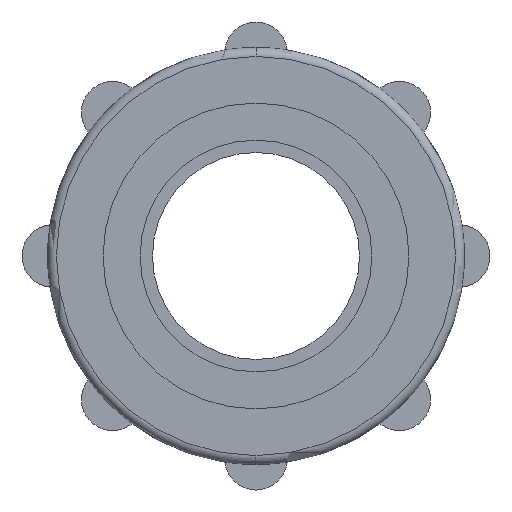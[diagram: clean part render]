
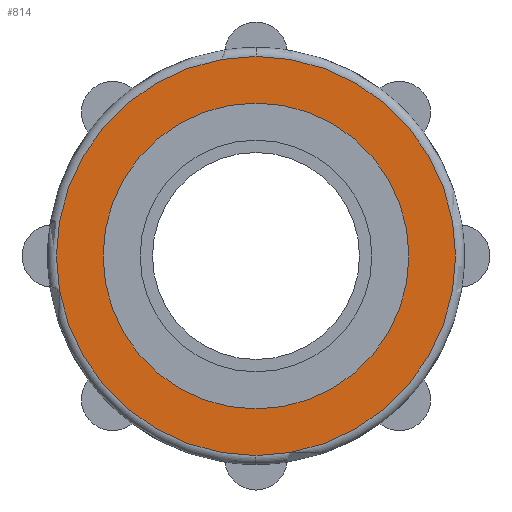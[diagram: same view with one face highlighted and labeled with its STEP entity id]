
A CAD part, left-side view. The second image highlights one B-rep face of the part: STEP entity #814.
In plain terms, the highlighted planar face has unit normal (-1, 0, 0).
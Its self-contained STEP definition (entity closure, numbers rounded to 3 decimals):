
#366 = EDGE_CURVE( '', #994, #834, #1044, .T. );
#484 = VERTEX_POINT( '', #1174 );
#696 = EDGE_CURVE( '', #938, #796, #1416, .T. );
#732 = EDGE_CURVE( '', #834, #484, #1457, .T. );
#796 = VERTEX_POINT( '', #1525 );
#814 = ADVANCED_FACE( '', ( #1544, #1545 ), #1546, .T. );
#834 = VERTEX_POINT( '', #1568 );
#938 = VERTEX_POINT( '', #1683 );
#964 = EDGE_CURVE( '', #796, #938, #1710, .T. );
#994 = VERTEX_POINT( '', #1744 );
#1006 = EDGE_CURVE( '', #484, #994, #1756, .T. );
#1044 = CIRCLE( '', #1791, 34.45 );
#1174 = CARTESIAN_POINT( '', ( -12.667, 0., 34.45 ) );
#1416 = CIRCLE( '', #2340, 26.4 );
#1457 = CIRCLE( '', #2423, 34.45 );
#1525 = CARTESIAN_POINT( '', ( -12.667, 26.4, 0. ) );
#1544 = FACE_BOUND( '', #2531, .T. );
#1545 = FACE_OUTER_BOUND( '', #2532, .T. );
#1546 = PLANE( '', #2533 );
#1568 = CARTESIAN_POINT( '', ( -12.667, 0., -34.45 ) );
#1683 = CARTESIAN_POINT( '', ( -12.667, -26.4, 0. ) );
#1710 = CIRCLE( '', #2773, 26.4 );
#1744 = CARTESIAN_POINT( '', ( -12.667, 34.45, 0. ) );
#1756 = CIRCLE( '', #2864, 34.45 );
#1791 = AXIS2_PLACEMENT_3D( '', #2916, #2917, #2918 );
#2340 = AXIS2_PLACEMENT_3D( '', #3447, #3448, #3449 );
#2423 = AXIS2_PLACEMENT_3D( '', #3507, #3508, #3509 );
#2531 = EDGE_LOOP( '', ( #3585, #3586 ) );
#2532 = EDGE_LOOP( '', ( #3587, #3588, #3589 ) );
#2533 = AXIS2_PLACEMENT_3D( '', #3590, #3591, #3592 );
#2773 = AXIS2_PLACEMENT_3D( '', #3784, #3785, #3786 );
#2864 = AXIS2_PLACEMENT_3D( '', #3842, #3843, #3844 );
#2916 = CARTESIAN_POINT( '', ( -12.667, 0., 0. ) );
#2917 = DIRECTION( '', ( -1., 0., 0. ) );
#2918 = DIRECTION( '', ( 0., 1., 0. ) );
#3447 = CARTESIAN_POINT( '', ( -12.667, 0., 0. ) );
#3448 = DIRECTION( '', ( -1., 0., 0. ) );
#3449 = DIRECTION( '', ( 0., 1., 0. ) );
#3507 = CARTESIAN_POINT( '', ( -12.667, 0., 0. ) );
#3508 = DIRECTION( '', ( -1., 0., 0. ) );
#3509 = DIRECTION( '', ( 0., 1., 0. ) );
#3585 = ORIENTED_EDGE( '', *, *, #964, .F. );
#3586 = ORIENTED_EDGE( '', *, *, #696, .F. );
#3587 = ORIENTED_EDGE( '', *, *, #366, .T. );
#3588 = ORIENTED_EDGE( '', *, *, #732, .T. );
#3589 = ORIENTED_EDGE( '', *, *, #1006, .T. );
#3590 = CARTESIAN_POINT( '', ( -12.667, 30.425, 0. ) );
#3591 = DIRECTION( '', ( -1., 0., 0. ) );
#3592 = DIRECTION( '', ( 0., 1., 0. ) );
#3784 = CARTESIAN_POINT( '', ( -12.667, 0., 0. ) );
#3785 = DIRECTION( '', ( -1., 0., 0. ) );
#3786 = DIRECTION( '', ( 0., 1., 0. ) );
#3842 = CARTESIAN_POINT( '', ( -12.667, 0., 0. ) );
#3843 = DIRECTION( '', ( -1., 0., 0. ) );
#3844 = DIRECTION( '', ( 0., 1., 0. ) );
